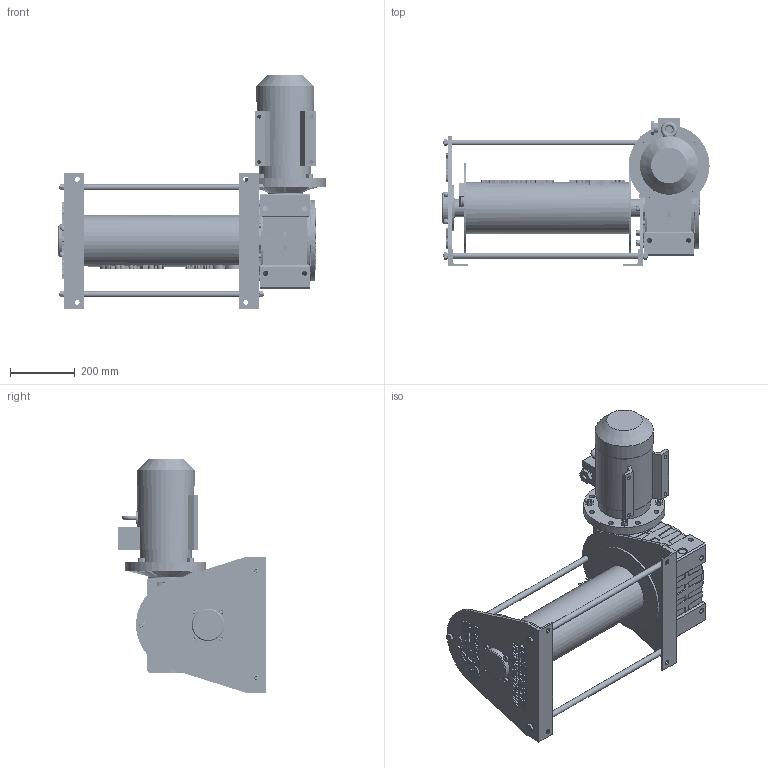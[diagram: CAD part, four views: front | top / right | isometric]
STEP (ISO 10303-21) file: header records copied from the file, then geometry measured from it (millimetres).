
FILE_DESCRIPTION(('STEP AP203'), '1');
FILE_NAME('ﾋﾗ-1000ﾌ', '', ('UNSPECIFIED'), ('UNSPECIFIED'), 'ASCON STEP Converter 1.6', 'ASCON Math Kernel', '');
FILE_SCHEMA(('CONFIG_CONTROL_DESIGN'));
Length unit declared in the file: millimetre
Products named in the file (1): 匋-1000M 00.00.000
Bounding box: 824 x 454.5 x 721 mm (x, y, z)
Volume: 38105257.2 mm3; surface area: 2244596.7 mm2
Topology: 2 solids, 2 shells, 9486 faces, 27082 edges, 17972 vertices
Faces by surface type: cylinder 4021, plane 3296, extrusion 2072, cone 73, torus 24
Full cylindrical faces by diameter (mm): 3.675 x3, 8.376 x4, 10 x4, 10.106 x4, 10.5 x4, 12 x22, 12.5 x16, 13 x14, 15 x12, 16 x21, 18 x3, 26 x1, 30 x5, 40 x1, 48 x1, 55 x2, 58 x1, 63.25 x1, 65.25 x1, 67.5 x1, 70 x1, 71.75 x1, 72 x1, 73.75 x1, 80 x1, 100 x1, 108 x1, 140 x1, 159 x1, 160 x2
Entity records: 453544 total; most frequent: CARTESIAN_POINT 140529, ORIENTED_EDGE 53688, DIRECTION 42232, EDGE_CURVE 26844, VERTEX_POINT 17963, VECTOR 15352, AXIS2_PLACEMENT_3D 13440, LINE 13280
